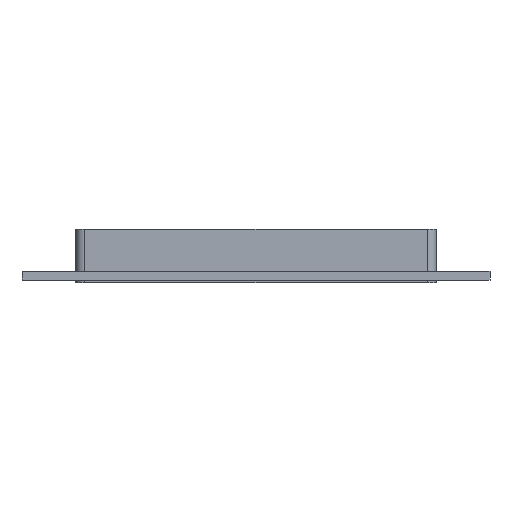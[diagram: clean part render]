
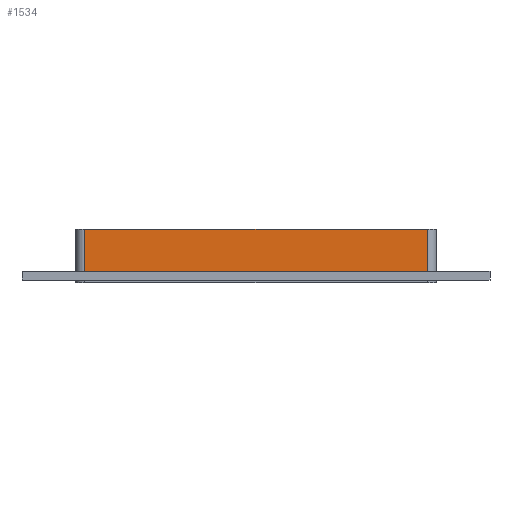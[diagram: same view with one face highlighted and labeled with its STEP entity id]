
A CAD part, front view. The second image highlights one B-rep face of the part: STEP entity #1534.
In plain terms, the highlighted planar face has unit normal (0, -1, 0).
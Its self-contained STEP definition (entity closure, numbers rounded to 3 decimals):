
#842=CARTESIAN_POINT('',(190.75,-238.,-17.0));
#843=VERTEX_POINT('',#842);
#851=CARTESIAN_POINT('',(-190.75,-238.,-17.0));
#852=VERTEX_POINT('',#851);
#853=CARTESIAN_POINT('',(-190.75,-238.0,-17.));
#854=DIRECTION('',(1.0,0.0,0.0));
#855=VECTOR('',#854,381.5);
#856=LINE('',#853,#855);
#857=EDGE_CURVE('',#852,#843,#856,.T.);
#1082=CARTESIAN_POINT('',(190.75,-238.0,30.0));
#1083=VERTEX_POINT('',#1082);
#1091=CARTESIAN_POINT('',(190.75,-238.0,30.0));
#1092=DIRECTION('',(0.0,0.0,-1.0));
#1093=VECTOR('',#1092,47.0);
#1094=LINE('',#1091,#1093);
#1095=EDGE_CURVE('',#1083,#843,#1094,.T.);
#1511=CARTESIAN_POINT('',(-200.75,-238.0,0.0));
#1512=DIRECTION('',(0.0,-1.0,0.0));
#1513=DIRECTION('',(1.0,0.0,0.0));
#1514=AXIS2_PLACEMENT_3D('',#1511,#1512,#1513);
#1515=PLANE('',#1514);
#1516=ORIENTED_EDGE('',*,*,#857,.T.);
#1517=ORIENTED_EDGE('',*,*,#1095,.F.);
#1518=CARTESIAN_POINT('',(-190.75,-238.0,30.0));
#1519=VERTEX_POINT('',#1518);
#1520=CARTESIAN_POINT('',(-190.75,-238.0,30.0));
#1521=DIRECTION('',(1.0,0.0,0.0));
#1522=VECTOR('',#1521,381.5);
#1523=LINE('',#1520,#1522);
#1524=EDGE_CURVE('',#1519,#1083,#1523,.T.);
#1525=ORIENTED_EDGE('',*,*,#1524,.F.);
#1526=CARTESIAN_POINT('',(-190.75,-238.0,-17.0));
#1527=DIRECTION('',(0.0,0.0,1.0));
#1528=VECTOR('',#1527,47.0);
#1529=LINE('',#1526,#1528);
#1530=EDGE_CURVE('',#852,#1519,#1529,.T.);
#1531=ORIENTED_EDGE('',*,*,#1530,.F.);
#1532=EDGE_LOOP('',(#1516,#1517,#1525,#1531));
#1533=FACE_OUTER_BOUND('',#1532,.T.);
#1534=ADVANCED_FACE('',(#1533),#1515,.T.);
